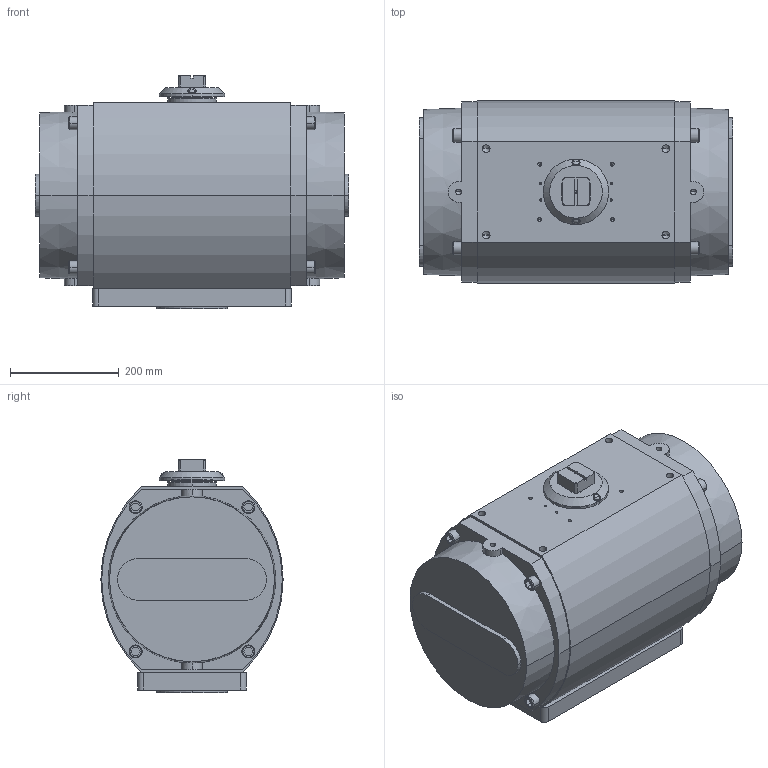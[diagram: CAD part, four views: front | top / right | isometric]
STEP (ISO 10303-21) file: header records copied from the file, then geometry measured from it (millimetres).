
FILE_DESCRIPTION((''),'2;1');
FILE_NAME('45-40 EU NN 3D.stp','2011-05-16T14:04:39',(''),(''),'Mechanical Desktop 2006','Mechanical Desktop 2006',', , ');
FILE_SCHEMA(('CONFIG_CONTROL_DESIGN'));
Length unit declared in the file: millimetre
Products named in the file (13): 45-40 EU NN 3D; 45-40; END CAP BLANK; END CAP NAMUR; PINION; ADAPTER PLATE; M16 X 40 SKT HD CAP SCREW; M16 X 120 SKT HD CAP SCREW; INDICATOR; WHITE STUD; THRUST BEARING; THRUST WASHER; SPIRAL RING
Assembly tree (23 placements, depth 2):
  45-40 EU NN 3D
    45-40
    END CAP BLANK
    END CAP NAMUR
    PINION
    ADAPTER PLATE
    M16 X 40 SKT HD CAP SCREW  x4
    M16 X 120 SKT HD CAP SCREW  x8
    INDICATOR
    WHITE STUD  x2
    THRUST BEARING
    THRUST WASHER
    SPIRAL RING
Bounding box: 575.82 x 334.93 x 428.94 mm (x, y, z)
Volume: 30026088.2 mm3; surface area: 1901639.1 mm2
Topology: 23 solids, 23 shells, 671 faces, 1612 edges, 1011 vertices
Faces by surface type: plane 272, cylinder 254, cone 125, bspline 8, torus 8, sphere 4
Entity records: 15541 total; most frequent: CARTESIAN_POINT 3531, DIRECTION 2576, ORIENTED_EDGE 2336, EDGE_CURVE 1168, AXIS2_PLACEMENT_3D 989, VERTEX_POINT 760, VECTOR 598, LINE 598
